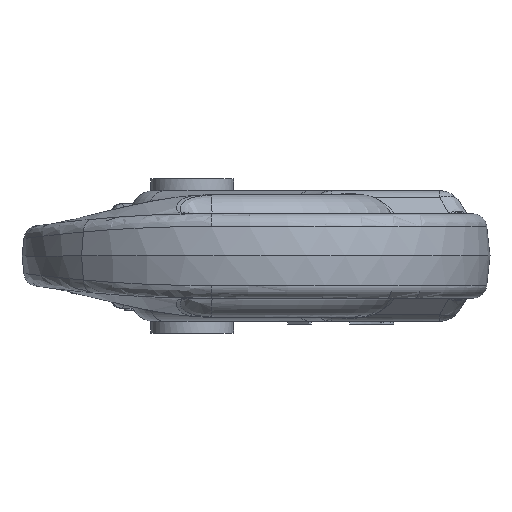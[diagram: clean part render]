
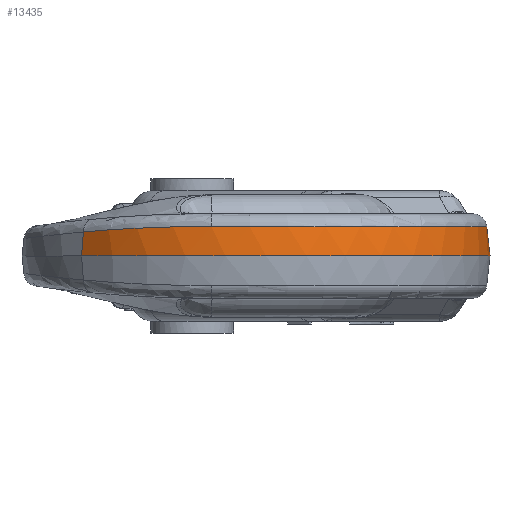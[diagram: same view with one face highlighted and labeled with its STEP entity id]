
A CAD part, front view. The second image highlights one B-rep face of the part: STEP entity #13435.
In plain terms, the highlighted conical face has half-angle 6 degrees and reference radius 99.349 mm.
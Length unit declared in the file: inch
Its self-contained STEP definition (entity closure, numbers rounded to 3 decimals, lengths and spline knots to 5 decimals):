
#3176=DIRECTION('',(0.097,0.039,-0.995));
#3177=VECTOR('',#3176,0.48997);
#3178=CARTESIAN_POINT('',(4.44123,1.14244,0.48729));
#3179=LINE('',#3178,#3177);
#3586=CARTESIAN_POINT('',(0.83022,-0.29281,
0.48729));
#3587=DIRECTION('',(0.,0.,1.));
#3588=DIRECTION('',(-0.175,-0.985,0.));
#3589=AXIS2_PLACEMENT_3D('',#3586,#3587,#3588);
#3601=CARTESIAN_POINT('',(0.15049,-4.1187,
0.48716));
#3622=DIRECTION('',(-0.075,-0.073,-0.995));
#3623=VECTOR('',#3622,0.40042);
#3624=CARTESIAN_POINT('',(-1.97135,-2.99899,
0.39823));
#3625=LINE('',#3624,#3623);
#3629=CARTESIAN_POINT('',(0.15049,-4.1187,
0.48716));
#3630=CARTESIAN_POINT('',(-0.00925,-4.09022,
0.4881));
#3631=CARTESIAN_POINT('',(-0.32532,-4.01354,
0.48687));
#3632=CARTESIAN_POINT('',(-0.78234,-3.84078,
0.47566));
#3633=CARTESIAN_POINT('',(-1.21471,-3.61297,
0.45506));
#3634=CARTESIAN_POINT('',(-1.61551,-3.33343,
0.4285));
#3635=CARTESIAN_POINT('',(-1.85755,-3.11521,
0.40877));
#3636=CARTESIAN_POINT('',(-1.97135,-2.99899,
0.39823));
#3641=CARTESIAN_POINT('',(0.83022,-0.29281,
0.));
#3642=DIRECTION('',(0.,0.,-1.));
#3643=DIRECTION('',(0.929,0.369,0.));
#3644=AXIS2_PLACEMENT_3D('',#3641,#3642,#3643);
#5819=CARTESIAN_POINT('',(-1.97135,-2.99899,
0.39823));
#9297=CARTESIAN_POINT('',(4.44123,1.14244,0.48729));
#9298=VERTEX_POINT('',#9297);
#9299=CARTESIAN_POINT('',(4.48883,1.16136,
0.));
#9300=VERTEX_POINT('',#9299);
#9341=VERTEX_POINT('',#5819);
#9368=VERTEX_POINT('',#3601);
#9384=CARTESIAN_POINT('',(-2.00146,-3.02807,
0.));
#9385=VERTEX_POINT('',#9384);
#13420=CARTESIAN_POINT('',(0.83022,-0.29281,
0.24386));
#13421=DIRECTION('',(0.,0.,-1.));
#13422=DIRECTION('',(0.719,0.695,0.));
#13423=AXIS2_PLACEMENT_3D('',#13420,#13421,#13422);
#13424=CONICAL_SURFACE('',#13423,3.91138,6.);
#13425=ORIENTED_EDGE('',*,*,#12994,.T.);
#13427=ORIENTED_EDGE('',*,*,#13426,.T.);
#13429=ORIENTED_EDGE('',*,*,#13428,.F.);
#13431=ORIENTED_EDGE('',*,*,#13430,.F.);
#13432=ORIENTED_EDGE('',*,*,#13377,.T.);
#13433=EDGE_LOOP('',(#13425,#13427,#13429,#13431,#13432));
#13434=FACE_OUTER_BOUND('',#13433,.F.);
#3590=CIRCLE('',#3589,3.88579);
#3637=B_SPLINE_CURVE_WITH_KNOTS('',3,(#3629,#3630,#3631,#3632,#3633,#3634,#3635,
#3636),.UNSPECIFIED.,.F.,.F.,(4,1,1,1,1,4),(0.,0.2,0.4,0.6,0.8,1.),
.UNSPECIFIED.);
#3645=CIRCLE('',#3644,3.93701);
#12994=EDGE_CURVE('',#9298,#9300,#3179,.T.);
#13377=EDGE_CURVE('',#9368,#9298,#3590,.T.);
#13426=EDGE_CURVE('',#9300,#9385,#3645,.T.);
#13428=EDGE_CURVE('',#9341,#9385,#3625,.T.);
#13430=EDGE_CURVE('',#9368,#9341,#3637,.T.);
#13435=ADVANCED_FACE('',(#13434),#13424,.T.);
